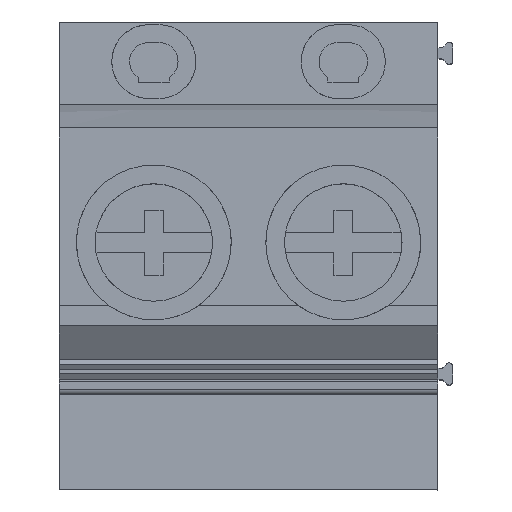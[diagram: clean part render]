
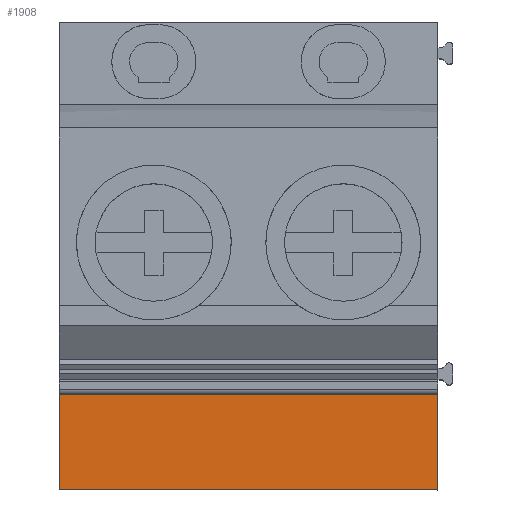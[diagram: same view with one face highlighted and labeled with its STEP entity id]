
A CAD part, top view. The second image highlights one B-rep face of the part: STEP entity #1908.
In plain terms, the highlighted planar face has unit normal (0, 0, 1).
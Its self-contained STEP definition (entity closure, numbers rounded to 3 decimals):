
#1888=AXIS2_PLACEMENT_3D('Plane Axis2P3D',#1885,#1886,#1887) ;
#553=CARTESIAN_POINT('Vertex',(0.,0.,21.5)) ;
#556=CARTESIAN_POINT('Line Origine',(0.,3.221,21.5)) ;
#560=CARTESIAN_POINT('Vertex',(0.,6.442,21.5)) ;
#1798=CARTESIAN_POINT('Line Origine',(10.16,0.,21.5)) ;
#1802=CARTESIAN_POINT('Vertex',(20.32,0.,21.5)) ;
#1885=CARTESIAN_POINT('Axis2P3D Location',(0.,0.,21.5)) ;
#1890=CARTESIAN_POINT('Line Origine',(10.16,6.442,21.5)) ;
#1894=CARTESIAN_POINT('Vertex',(20.32,6.442,21.5)) ;
#1897=CARTESIAN_POINT('Line Origine',(20.32,3.221,21.5)) ;
#557=DIRECTION('Vector Direction',(0.,1.,0.)) ;
#1799=DIRECTION('Vector Direction',(1.,0.,0.)) ;
#1886=DIRECTION('Axis2P3D Direction',(0.,0.,-1.)) ;
#1887=DIRECTION('Axis2P3D XDirection',(0.,1.,0.)) ;
#1891=DIRECTION('Vector Direction',(1.,0.,0.)) ;
#1898=DIRECTION('Vector Direction',(0.,1.,0.)) ;
#558=VECTOR('Line Direction',#557,1.) ;
#1800=VECTOR('Line Direction',#1799,1.) ;
#1892=VECTOR('Line Direction',#1891,1.) ;
#1899=VECTOR('Line Direction',#1898,1.) ;
#1903=ORIENTED_EDGE('',*,*,#1896,.F.) ;
#1904=ORIENTED_EDGE('',*,*,#562,.F.) ;
#1905=ORIENTED_EDGE('',*,*,#1804,.T.) ;
#1906=ORIENTED_EDGE('',*,*,#1901,.T.) ;
#1908=ADVANCED_FACE('HOUSING',(#1907),#1889,.F.) ;
#562=EDGE_CURVE('',#554,#561,#559,.T.) ;
#1804=EDGE_CURVE('',#554,#1803,#1801,.T.) ;
#1896=EDGE_CURVE('',#561,#1895,#1893,.T.) ;
#1901=EDGE_CURVE('',#1803,#1895,#1900,.T.) ;
#1902=EDGE_LOOP('',(#1903,#1904,#1905,#1906)) ;
#1907=FACE_OUTER_BOUND('',#1902,.T.) ;
#559=LINE('Line',#556,#558) ;
#1801=LINE('Line',#1798,#1800) ;
#1893=LINE('Line',#1890,#1892) ;
#1900=LINE('Line',#1897,#1899) ;
#1889=PLANE('',#1888) ;
#554=VERTEX_POINT('',#553) ;
#561=VERTEX_POINT('',#560) ;
#1803=VERTEX_POINT('',#1802) ;
#1895=VERTEX_POINT('',#1894) ;
